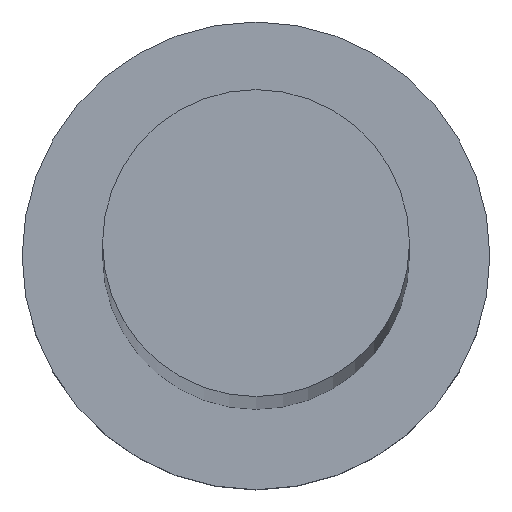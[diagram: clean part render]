
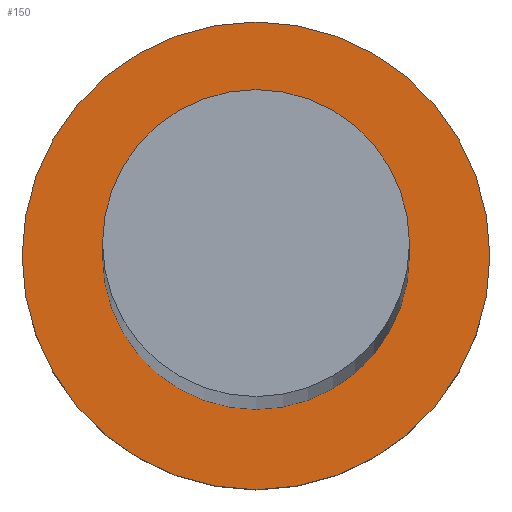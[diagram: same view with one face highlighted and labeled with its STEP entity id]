
A CAD part, top view. The second image highlights one B-rep face of the part: STEP entity #150.
In plain terms, the highlighted planar face has unit normal (0, 0, 1).
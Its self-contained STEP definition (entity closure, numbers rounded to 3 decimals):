
#3 = AXIS2_PLACEMENT_3D ( 'NONE', #191, #250, #173 ) ;
#16 = VERTEX_POINT ( 'NONE', #89 ) ;
#25 = CARTESIAN_POINT ( 'NONE',  ( 0., 0., 5. ) ) ;
#26 = VERTEX_POINT ( 'NONE', #192 ) ;
#27 = AXIS2_PLACEMENT_3D ( 'NONE', #243, #137, #134 ) ;
#29 = DIRECTION ( 'NONE',  ( 0., 0., 1. ) ) ;
#43 = DIRECTION ( 'NONE',  ( 0., 0., 1. ) ) ;
#45 = DIRECTION ( 'NONE',  ( 0., 0., 1. ) ) ;
#67 = FACE_BOUND ( 'NONE', #105, .T. ) ;
#75 = DIRECTION ( 'NONE',  ( 1., 0., 0. ) ) ;
#78 = EDGE_LOOP ( 'NONE', ( #208, #179 ) ) ;
#79 = CIRCLE ( 'NONE', #146, 8. ) ;
#82 = EDGE_CURVE ( 'NONE', #84, #115, #104, .T. ) ;
#84 = VERTEX_POINT ( 'NONE', #155 ) ;
#89 = CARTESIAN_POINT ( 'NONE',  ( 8., 0., 5. ) ) ;
#104 = CIRCLE ( 'NONE', #129, 5.25 ) ;
#105 = EDGE_LOOP ( 'NONE', ( #183, #165 ) ) ;
#109 = DIRECTION ( 'NONE',  ( 1., 0., 0. ) ) ;
#115 = VERTEX_POINT ( 'NONE', #171 ) ;
#122 = AXIS2_PLACEMENT_3D ( 'NONE', #189, #45, #75 ) ;
#124 = CIRCLE ( 'NONE', #122, 8. ) ;
#129 = AXIS2_PLACEMENT_3D ( 'NONE', #25, #29, #135 ) ;
#133 = EDGE_CURVE ( 'NONE', #26, #16, #79, .T. ) ;
#134 = DIRECTION ( 'NONE',  ( 1., 0., 0. ) ) ;
#135 = DIRECTION ( 'NONE',  ( 1., 0., 0. ) ) ;
#137 = DIRECTION ( 'NONE',  ( 0., 0., 1. ) ) ;
#146 = AXIS2_PLACEMENT_3D ( 'NONE', #222, #43, #109 ) ;
#150 = ADVANCED_FACE ( 'NONE', ( #67, #188 ), #172, .T. ) ;
#155 = CARTESIAN_POINT ( 'NONE',  ( -5.25, 0., 5. ) ) ;
#163 = EDGE_CURVE ( 'NONE', #115, #84, #236, .T. ) ;
#165 = ORIENTED_EDGE ( 'NONE', *, *, #163, .F. ) ;
#171 = CARTESIAN_POINT ( 'NONE',  ( 5.25, 0., 5. ) ) ;
#172 = PLANE ( 'NONE',  #27 ) ;
#173 = DIRECTION ( 'NONE',  ( 1., 0., 0. ) ) ;
#179 = ORIENTED_EDGE ( 'NONE', *, *, #249, .T. ) ;
#183 = ORIENTED_EDGE ( 'NONE', *, *, #82, .F. ) ;
#188 = FACE_OUTER_BOUND ( 'NONE', #78, .T. ) ;
#189 = CARTESIAN_POINT ( 'NONE',  ( 0., 0., 5. ) ) ;
#191 = CARTESIAN_POINT ( 'NONE',  ( 0., 0., 5. ) ) ;
#192 = CARTESIAN_POINT ( 'NONE',  ( -8., 0., 5. ) ) ;
#208 = ORIENTED_EDGE ( 'NONE', *, *, #133, .T. ) ;
#222 = CARTESIAN_POINT ( 'NONE',  ( 0., 0., 5. ) ) ;
#236 = CIRCLE ( 'NONE', #3, 5.25 ) ;
#243 = CARTESIAN_POINT ( 'NONE',  ( 0., 0., 5. ) ) ;
#249 = EDGE_CURVE ( 'NONE', #16, #26, #124, .T. ) ;
#250 = DIRECTION ( 'NONE',  ( 0., 0., 1. ) ) ;
